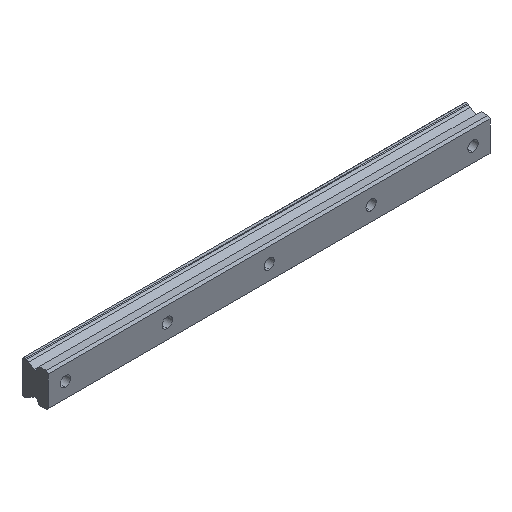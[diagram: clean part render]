
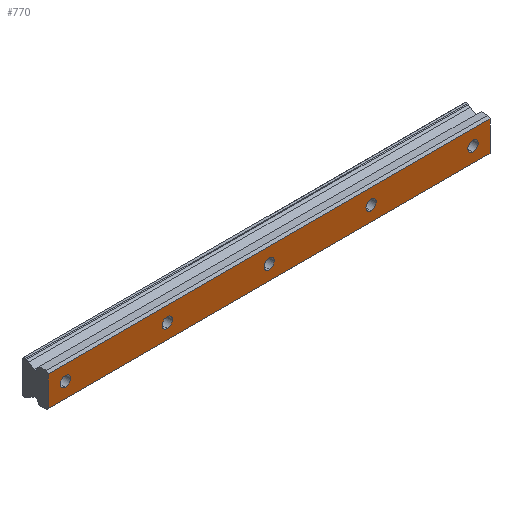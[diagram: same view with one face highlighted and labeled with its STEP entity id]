
A CAD part, isometric view. The second image highlights one B-rep face of the part: STEP entity #770.
In plain terms, the highlighted planar face has unit normal (0, -1, 0).
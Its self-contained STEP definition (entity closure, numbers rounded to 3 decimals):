
#5 = CIRCLE ( 'NONE', #526, 3. ) ;
#22 = CARTESIAN_POINT ( 'NONE',  ( 60., 0., 3. ) ) ;
#27 = CARTESIAN_POINT ( 'NONE',  ( 0., 0., 0. ) ) ;
#38 = EDGE_CURVE ( 'NONE', #333, #831, #854, .T. ) ;
#42 = VERTEX_POINT ( 'NONE', #22 ) ;
#43 = DIRECTION ( 'NONE',  ( 0., -1., 0. ) ) ;
#104 = VERTEX_POINT ( 'NONE', #1121 ) ;
#110 = VERTEX_POINT ( 'NONE', #703 ) ;
#114 = AXIS2_PLACEMENT_3D ( 'NONE', #1205, #135, #268 ) ;
#124 = FACE_OUTER_BOUND ( 'NONE', #269, .T. ) ;
#128 = ORIENTED_EDGE ( 'NONE', *, *, #1124, .F. ) ;
#135 = DIRECTION ( 'NONE',  ( 0., -1., 0. ) ) ;
#139 = AXIS2_PLACEMENT_3D ( 'NONE', #274, #1585, #802 ) ;
#147 = DIRECTION ( 'NONE',  ( 0., 0., 1. ) ) ;
#152 = ORIENTED_EDGE ( 'NONE', *, *, #248, .F. ) ;
#161 = DIRECTION ( 'NONE',  ( 0., 0., 1. ) ) ;
#163 = DIRECTION ( 'NONE',  ( 0., 0., 1. ) ) ;
#170 = VERTEX_POINT ( 'NONE', #812 ) ;
#187 = CIRCLE ( 'NONE', #1657, 3. ) ;
#203 = ORIENTED_EDGE ( 'NONE', *, *, #237, .F. ) ;
#205 = CARTESIAN_POINT ( 'NONE',  ( 240., 0., -3. ) ) ;
#212 = CARTESIAN_POINT ( 'NONE',  ( 120., 0., 0. ) ) ;
#215 = CIRCLE ( 'NONE', #1577, 3. ) ;
#230 = EDGE_LOOP ( 'NONE', ( #152, #1546 ) ) ;
#237 = EDGE_CURVE ( 'NONE', #979, #336, #1489, .T. ) ;
#246 = CARTESIAN_POINT ( 'NONE',  ( 250., 0., -8.82 ) ) ;
#248 = EDGE_CURVE ( 'NONE', #104, #996, #5, .T. ) ;
#260 = AXIS2_PLACEMENT_3D ( 'NONE', #682, #1209, #147 ) ;
#267 = DIRECTION ( 'NONE',  ( 0., -1., 0. ) ) ;
#268 = DIRECTION ( 'NONE',  ( 0., 0., 1. ) ) ;
#269 = EDGE_LOOP ( 'NONE', ( #848, #128, #1191, #779 ) ) ;
#274 = CARTESIAN_POINT ( 'NONE',  ( 250., 0., 8.82 ) ) ;
#282 = EDGE_CURVE ( 'NONE', #42, #385, #1492, .T. ) ;
#304 = ORIENTED_EDGE ( 'NONE', *, *, #38, .F. ) ;
#330 = VECTOR ( 'NONE', #625, 1000. ) ;
#332 = CARTESIAN_POINT ( 'NONE',  ( 120., 0., 0. ) ) ;
#333 = VERTEX_POINT ( 'NONE', #999 ) ;
#336 = VERTEX_POINT ( 'NONE', #205 ) ;
#348 = DIRECTION ( 'NONE',  ( 0., 0., 1. ) ) ;
#355 = EDGE_CURVE ( 'NONE', #336, #979, #187, .T. ) ;
#365 = EDGE_CURVE ( 'NONE', #1609, #988, #392, .T. ) ;
#371 = DIRECTION ( 'NONE',  ( 0., 0., -1. ) ) ;
#378 = EDGE_LOOP ( 'NONE', ( #696, #465 ) ) ;
#385 = VERTEX_POINT ( 'NONE', #1203 ) ;
#392 = LINE ( 'NONE', #528, #1074 ) ;
#465 = ORIENTED_EDGE ( 'NONE', *, *, #942, .F. ) ;
#474 = CARTESIAN_POINT ( 'NONE',  ( 120., 0., -3. ) ) ;
#519 = ORIENTED_EDGE ( 'NONE', *, *, #355, .F. ) ;
#526 = AXIS2_PLACEMENT_3D ( 'NONE', #212, #1545, #1129 ) ;
#528 = CARTESIAN_POINT ( 'NONE',  ( 250., 0., 8.82 ) ) ;
#566 = EDGE_CURVE ( 'NONE', #110, #1609, #1128, .T. ) ;
#587 = AXIS2_PLACEMENT_3D ( 'NONE', #871, #1399, #785 ) ;
#608 = DIRECTION ( 'NONE',  ( 0., 0., 1. ) ) ;
#622 = ORIENTED_EDGE ( 'NONE', *, *, #282, .F. ) ;
#623 = CARTESIAN_POINT ( 'NONE',  ( 240., 0., 3. ) ) ;
#625 = DIRECTION ( 'NONE',  ( -1., 0., 0. ) ) ;
#644 = ORIENTED_EDGE ( 'NONE', *, *, #1650, .F. ) ;
#657 = EDGE_CURVE ( 'NONE', #838, #110, #998, .T. ) ;
#682 = CARTESIAN_POINT ( 'NONE',  ( 180., 0., 0. ) ) ;
#696 = ORIENTED_EDGE ( 'NONE', *, *, #1258, .F. ) ;
#703 = CARTESIAN_POINT ( 'NONE',  ( -10., 0., -8.82 ) ) ;
#724 = EDGE_CURVE ( 'NONE', #385, #42, #1328, .T. ) ;
#734 = CARTESIAN_POINT ( 'NONE',  ( 250., 0., -8.82 ) ) ;
#741 = VECTOR ( 'NONE', #371, 1000. ) ;
#743 = DIRECTION ( 'NONE',  ( 0., -1., 0. ) ) ;
#744 = AXIS2_PLACEMENT_3D ( 'NONE', #1022, #743, #348 ) ;
#765 = DIRECTION ( 'NONE',  ( 0., 0., 1. ) ) ;
#769 = AXIS2_PLACEMENT_3D ( 'NONE', #27, #1210, #163 ) ;
#770 = ADVANCED_FACE ( 'NONE', ( #124, #1457, #1071, #1700, #1449, #931 ), #916, .F. ) ;
#779 = ORIENTED_EDGE ( 'NONE', *, *, #566, .F. ) ;
#785 = DIRECTION ( 'NONE',  ( 0., 0., 1. ) ) ;
#794 = CARTESIAN_POINT ( 'NONE',  ( 240., 0., 0. ) ) ;
#802 = DIRECTION ( 'NONE',  ( 0., 0., 1. ) ) ;
#812 = CARTESIAN_POINT ( 'NONE',  ( 0., 0., 3. ) ) ;
#831 = VERTEX_POINT ( 'NONE', #1576 ) ;
#838 = VERTEX_POINT ( 'NONE', #246 ) ;
#848 = ORIENTED_EDGE ( 'NONE', *, *, #657, .F. ) ;
#849 = VERTEX_POINT ( 'NONE', #1229 ) ;
#854 = CIRCLE ( 'NONE', #114, 3. ) ;
#871 = CARTESIAN_POINT ( 'NONE',  ( 60., 0., 0. ) ) ;
#886 = CARTESIAN_POINT ( 'NONE',  ( -10., 0., 8.82 ) ) ;
#905 = VECTOR ( 'NONE', #1680, 1000. ) ;
#916 = PLANE ( 'NONE',  #139 ) ;
#925 = DIRECTION ( 'NONE',  ( 1., 0., 0. ) ) ;
#931 = FACE_BOUND ( 'NONE', #1249, .T. ) ;
#942 = EDGE_CURVE ( 'NONE', #849, #170, #1549, .T. ) ;
#979 = VERTEX_POINT ( 'NONE', #623 ) ;
#988 = VERTEX_POINT ( 'NONE', #1381 ) ;
#993 = EDGE_CURVE ( 'NONE', #996, #104, #1133, .T. ) ;
#996 = VERTEX_POINT ( 'NONE', #474 ) ;
#998 = LINE ( 'NONE', #734, #330 ) ;
#999 = CARTESIAN_POINT ( 'NONE',  ( 180., 0., -3. ) ) ;
#1022 = CARTESIAN_POINT ( 'NONE',  ( 240., 0., 0. ) ) ;
#1071 = FACE_BOUND ( 'NONE', #1179, .T. ) ;
#1074 = VECTOR ( 'NONE', #925, 1000. ) ;
#1121 = CARTESIAN_POINT ( 'NONE',  ( 120., 0., 3. ) ) ;
#1124 = EDGE_CURVE ( 'NONE', #988, #838, #1565, .T. ) ;
#1128 = LINE ( 'NONE', #886, #905 ) ;
#1129 = DIRECTION ( 'NONE',  ( 0., 0., 1. ) ) ;
#1133 = CIRCLE ( 'NONE', #1186, 3. ) ;
#1156 = DIRECTION ( 'NONE',  ( 0., -1., 0. ) ) ;
#1179 = EDGE_LOOP ( 'NONE', ( #203, #519 ) ) ;
#1186 = AXIS2_PLACEMENT_3D ( 'NONE', #332, #1156, #608 ) ;
#1191 = ORIENTED_EDGE ( 'NONE', *, *, #365, .F. ) ;
#1203 = CARTESIAN_POINT ( 'NONE',  ( 60., 0., -3. ) ) ;
#1205 = CARTESIAN_POINT ( 'NONE',  ( 180., 0., 0. ) ) ;
#1209 = DIRECTION ( 'NONE',  ( 0., -1., 0. ) ) ;
#1210 = DIRECTION ( 'NONE',  ( 0., -1., 0. ) ) ;
#1229 = CARTESIAN_POINT ( 'NONE',  ( 0., 0., -3. ) ) ;
#1249 = EDGE_LOOP ( 'NONE', ( #622, #1711 ) ) ;
#1258 = EDGE_CURVE ( 'NONE', #170, #849, #215, .T. ) ;
#1270 = AXIS2_PLACEMENT_3D ( 'NONE', #1692, #1681, #1288 ) ;
#1288 = DIRECTION ( 'NONE',  ( 0., 0., 1. ) ) ;
#1328 = CIRCLE ( 'NONE', #587, 3. ) ;
#1357 = CARTESIAN_POINT ( 'NONE',  ( 0., 0., 0. ) ) ;
#1381 = CARTESIAN_POINT ( 'NONE',  ( 250., 0., 8.82 ) ) ;
#1392 = CIRCLE ( 'NONE', #260, 3. ) ;
#1399 = DIRECTION ( 'NONE',  ( 0., -1., 0. ) ) ;
#1449 = FACE_BOUND ( 'NONE', #230, .T. ) ;
#1457 = FACE_BOUND ( 'NONE', #378, .T. ) ;
#1489 = CIRCLE ( 'NONE', #744, 3. ) ;
#1492 = CIRCLE ( 'NONE', #1270, 3. ) ;
#1545 = DIRECTION ( 'NONE',  ( 0., -1., 0. ) ) ;
#1546 = ORIENTED_EDGE ( 'NONE', *, *, #993, .F. ) ;
#1549 = CIRCLE ( 'NONE', #769, 3. ) ;
#1565 = LINE ( 'NONE', #1592, #741 ) ;
#1576 = CARTESIAN_POINT ( 'NONE',  ( 180., 0., 3. ) ) ;
#1577 = AXIS2_PLACEMENT_3D ( 'NONE', #1357, #43, #161 ) ;
#1585 = DIRECTION ( 'NONE',  ( 0., 1., 0. ) ) ;
#1592 = CARTESIAN_POINT ( 'NONE',  ( 250., 0., 8.82 ) ) ;
#1609 = VERTEX_POINT ( 'NONE', #1611 ) ;
#1611 = CARTESIAN_POINT ( 'NONE',  ( -10., 0., 8.82 ) ) ;
#1650 = EDGE_CURVE ( 'NONE', #831, #333, #1392, .T. ) ;
#1656 = EDGE_LOOP ( 'NONE', ( #644, #304 ) ) ;
#1657 = AXIS2_PLACEMENT_3D ( 'NONE', #794, #267, #765 ) ;
#1680 = DIRECTION ( 'NONE',  ( 0., 0., 1. ) ) ;
#1681 = DIRECTION ( 'NONE',  ( 0., -1., 0. ) ) ;
#1692 = CARTESIAN_POINT ( 'NONE',  ( 60., 0., 0. ) ) ;
#1700 = FACE_BOUND ( 'NONE', #1656, .T. ) ;
#1711 = ORIENTED_EDGE ( 'NONE', *, *, #724, .F. ) ;
